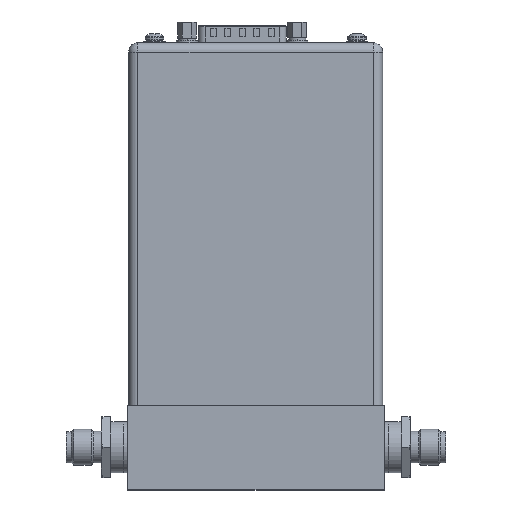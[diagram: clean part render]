
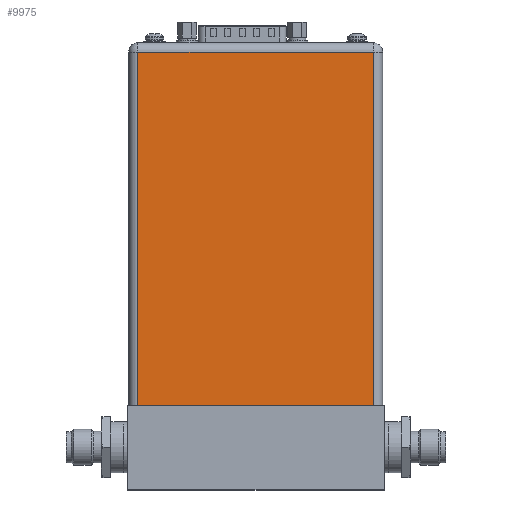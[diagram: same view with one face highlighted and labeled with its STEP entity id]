
A CAD part, top view. The second image highlights one B-rep face of the part: STEP entity #9975.
In plain terms, the highlighted planar face has unit normal (0, 0, 1).
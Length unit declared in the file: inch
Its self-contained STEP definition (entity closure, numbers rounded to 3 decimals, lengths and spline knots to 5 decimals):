
#8148=DIRECTION('',(1.,0.,0.));
#8149=VECTOR('',#8148,2.757);
#8150=CARTESIAN_POINT('',(-1.3785,0.,1.425));
#8151=LINE('',#8150,#8149);
#8835=DIRECTION('',(0.,-1.,0.));
#8836=VECTOR('',#8835,4.141);
#8837=CARTESIAN_POINT('',(1.3785,4.141,1.425));
#8838=LINE('',#8837,#8836);
#8842=DIRECTION('',(0.,-1.,0.));
#8843=VECTOR('',#8842,4.141);
#8844=CARTESIAN_POINT('',(-1.3785,4.141,1.425));
#8845=LINE('',#8844,#8843);
#8849=DIRECTION('',(1.,0.,0.));
#8850=VECTOR('',#8849,2.757);
#8851=CARTESIAN_POINT('',(-1.3785,4.141,1.425));
#8852=LINE('',#8851,#8850);
#9299=CARTESIAN_POINT('',(1.3785,0.,1.425));
#9301=VERTEX_POINT('',#9299);
#9302=CARTESIAN_POINT('',(1.3785,4.141,1.425));
#9303=VERTEX_POINT('',#9302);
#9314=CARTESIAN_POINT('',(-1.3785,0.,1.425));
#9316=VERTEX_POINT('',#9314);
#9318=CARTESIAN_POINT('',(-1.3785,4.141,1.425));
#9319=VERTEX_POINT('',#9318);
#9963=CARTESIAN_POINT('',(-1.4875,0.,1.425));
#9964=DIRECTION('',(0.,0.,1.));
#9965=DIRECTION('',(1.,0.,0.));
#9966=AXIS2_PLACEMENT_3D('',#9963,#9964,#9965);
#9967=PLANE('',#9966);
#9969=ORIENTED_EDGE('',*,*,#9968,.T.);
#9970=ORIENTED_EDGE('',*,*,#9441,.F.);
#9971=ORIENTED_EDGE('',*,*,#9932,.F.);
#9972=ORIENTED_EDGE('',*,*,#9954,.T.);
#9973=EDGE_LOOP('',(#9969,#9970,#9971,#9972));
#9974=FACE_OUTER_BOUND('',#9973,.F.);
#9975=ADVANCED_FACE('',(#9974),#9967,.T.);
#9441=EDGE_CURVE('',#9316,#9301,#8151,.T.);
#9932=EDGE_CURVE('',#9319,#9316,#8845,.T.);
#9954=EDGE_CURVE('',#9319,#9303,#8852,.T.);
#9968=EDGE_CURVE('',#9303,#9301,#8838,.T.);
